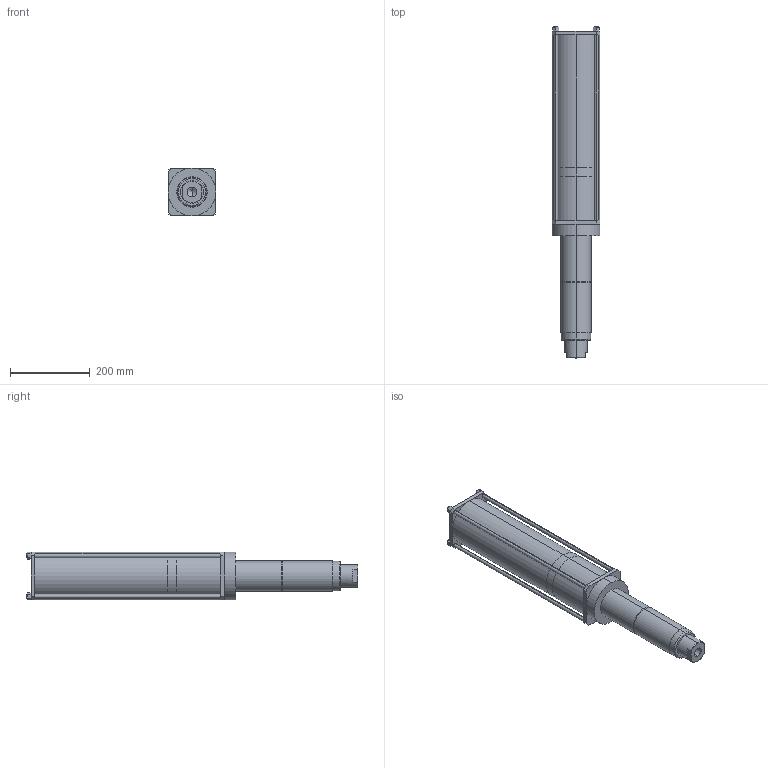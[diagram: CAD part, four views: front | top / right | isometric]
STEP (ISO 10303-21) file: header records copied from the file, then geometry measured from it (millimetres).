
FILE_DESCRIPTION (( 'STEP AP203' ), '1' );
FILE_NAME ('DX 12-14-48.STEP', '2008-03-18T12:13:39', ( 'Bruce Toner' ), ( 'Effective Automation' ), 'SwSTEP 2.0', 'SolidWorks 2006233', '' );
FILE_SCHEMA (( 'CONFIG_CONTROL_DESIGN' ));
Length unit declared in the file: inch
Products named in the file (1): DX 12-14-48
Bounding box: 120.65 x 835.02 x 120.65 mm (x, y, z)
Volume: 7357424.2 mm3; surface area: 365025.3 mm2
Topology: 1 solids, 1 shells, 127 faces, 306 edges, 191 vertices
Faces by surface type: plane 78, cylinder 38, cone 9, torus 2
Entity records: 3744 total; most frequent: DIRECTION 651, CARTESIAN_POINT 633, ORIENTED_EDGE 604, EDGE_CURVE 302, AXIS2_PLACEMENT_3D 225, VECTOR 201, LINE 201, VERTEX_POINT 191
